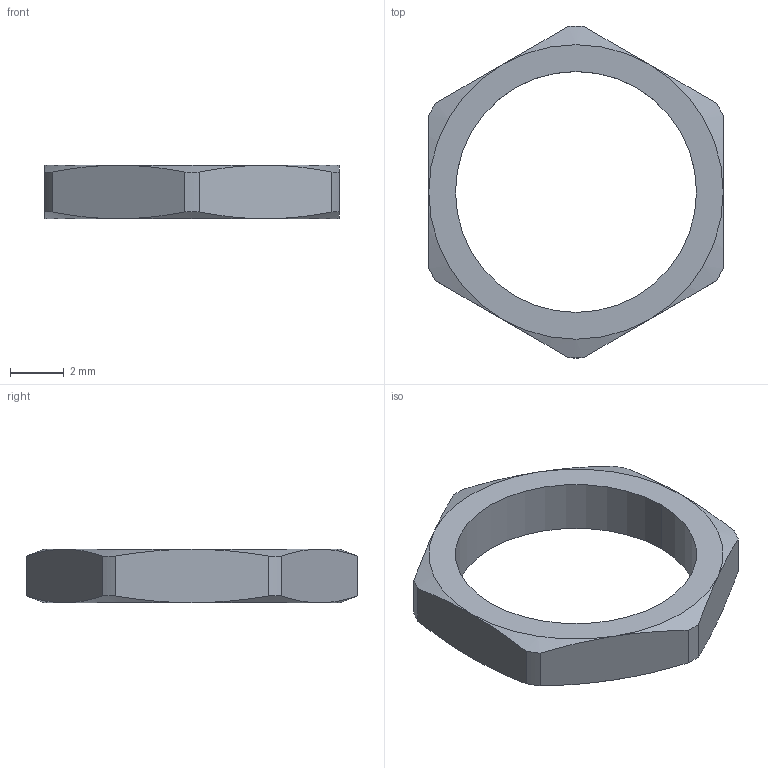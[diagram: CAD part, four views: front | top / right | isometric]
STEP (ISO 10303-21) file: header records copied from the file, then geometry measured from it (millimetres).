
FILE_DESCRIPTION((''),'2;1');
FILE_NAME('LEMO_ECP.0S.302.CLN_Part3.stp','2013-03-20T13:12:07',(''),(''),'Mechanical Desktop 2011','Mechanical Desktop 2011',', , ');
FILE_SCHEMA(('AUTOMOTIVE_DESIGN { 1 2 10303 214 1 1 1 1 }'));
Length unit declared in the file: millimetre
Products named in the file (1): Product
Bounding box: 11 x 12.4 x 2 mm (x, y, z)
Volume: 80.2 mm3; surface area: 207.2 mm2
Topology: 1 solids, 1 shells, 28 faces, 66 edges, 40 vertices
Faces by surface type: bspline 20, plane 8
Entity records: 1087 total; most frequent: CARTESIAN_POINT 523, ORIENTED_EDGE 132, DIRECTION 88, EDGE_CURVE 66, VERTEX_POINT 40, AXIS2_PLACEMENT_3D 37, EDGE_LOOP 30, CIRCLE 28
